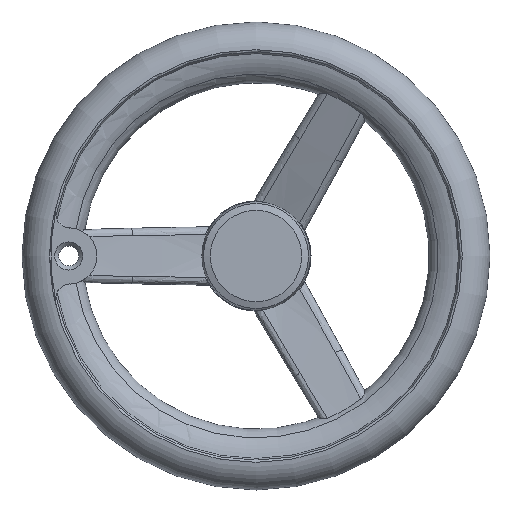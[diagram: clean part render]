
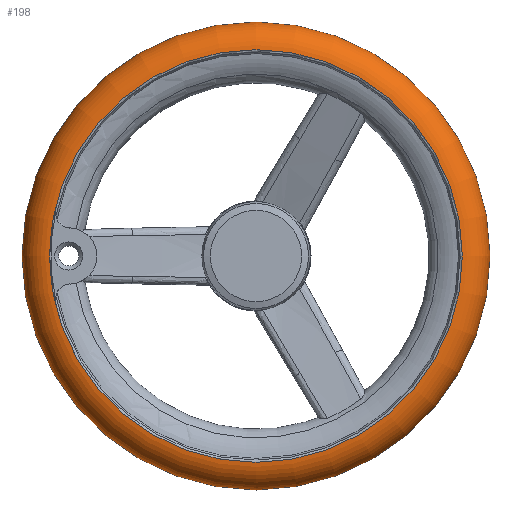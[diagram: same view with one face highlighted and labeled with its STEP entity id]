
A CAD part, left-side view. The second image highlights one B-rep face of the part: STEP entity #198.
In plain terms, the highlighted toroidal (fillet/blend) face has major radius 87.5 mm and minor radius 12.5 mm.
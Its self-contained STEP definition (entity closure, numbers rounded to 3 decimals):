
#174=TOROIDAL_SURFACE('',#1204,87.5,12.5);
#198=ADVANCED_FACE('',(#260,#261),#174,.T.);
#260=FACE_BOUND('',#460,.T.);
#261=FACE_BOUND('',#461,.T.);
#460=EDGE_LOOP('',(#659));
#461=EDGE_LOOP('',(#660));
#659=ORIENTED_EDGE('',*,*,#1057,.F.);
#660=ORIENTED_EDGE('',*,*,#992,.T.);
#881=VERTEX_POINT('',#1838);
#923=VERTEX_POINT('',#2254);
#992=EDGE_CURVE('',#881,#881,#1115,.T.);
#1057=EDGE_CURVE('',#923,#923,#1126,.T.);
#1115=CIRCLE('',#1174,88.164);
#1126=CIRCLE('',#1202,95.871);
#1174=AXIS2_PLACEMENT_3D('',#1837,#1294,#1295);
#1202=AXIS2_PLACEMENT_3D('',#2253,#1356,#1357);
#1204=AXIS2_PLACEMENT_3D('',#2256,#1360,#1361);
#1294=DIRECTION('',(1.,0.,0.));
#1295=DIRECTION('',(0.,0.,-1.));
#1356=DIRECTION('',(1.,0.,0.));
#1357=DIRECTION('',(0.,0.,-1.));
#1360=DIRECTION('',(1.,0.,0.));
#1361=DIRECTION('',(0.,0.,-1.));
#1837=CARTESIAN_POINT('',(240.244,135.729,0.));
#1838=CARTESIAN_POINT('',(240.244,135.729,-88.164));
#2253=CARTESIAN_POINT('',(262.01,135.729,0.));
#2254=CARTESIAN_POINT('',(262.01,135.729,-95.871));
#2256=CARTESIAN_POINT('',(252.727,135.729,0.));
